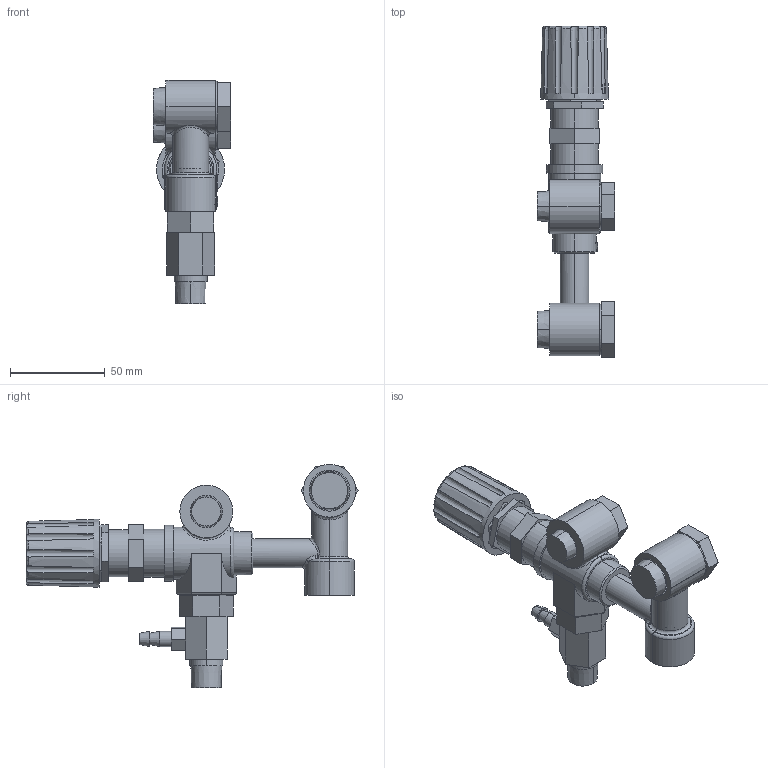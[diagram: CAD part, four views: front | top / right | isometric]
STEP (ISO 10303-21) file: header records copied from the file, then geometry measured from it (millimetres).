
FILE_DESCRIPTION (( 'STEP AP214' ), '1' );
FILE_NAME ('7860.STEP', '2014-08-04T20:47:07', ( '' ), ( '' ), 'SwSTEP 2.0', 'SolidWorks 2014', '' );
FILE_SCHEMA (( 'AUTOMOTIVE_DESIGN' ));
Length unit declared in the file: inch
Products named in the file (1): 7860
Bounding box: 40.77 x 175.1 x 117.73 mm (x, y, z)
Volume: 148450.9 mm3; surface area: 37674.6 mm2
Topology: 3 solids, 3 shells, 333 faces, 805 edges, 504 vertices
Faces by surface type: plane 183, cone 54, cylinder 51, bspline 23, torus 20, sphere 2
Entity records: 13869 total; most frequent: CARTESIAN_POINT 5000, ORIENTED_EDGE 1610, DIRECTION 1505, EDGE_CURVE 805, AXIS2_PLACEMENT_3D 541, VERTEX_POINT 504, VECTOR 423, LINE 423
